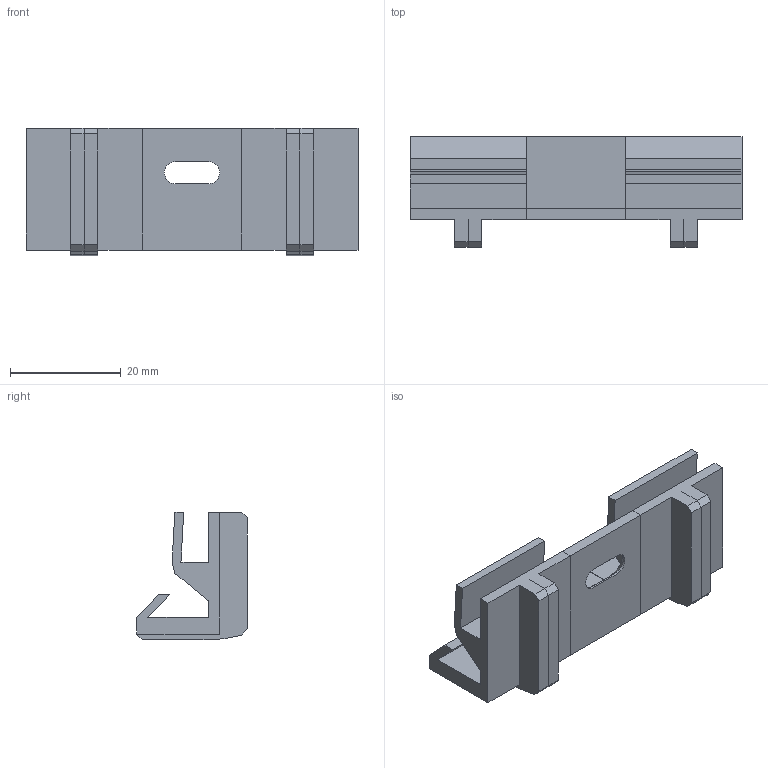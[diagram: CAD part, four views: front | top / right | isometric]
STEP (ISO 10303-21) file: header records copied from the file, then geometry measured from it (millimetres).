
FILE_DESCRIPTION(('Open CASCADE Model'),'2;1');
FILE_NAME('Open CASCADE Shape Model','2022-08-24T19:44:02',('Author'),( 'Open CASCADE'),'Open CASCADE STEP processor 7.5','Open CASCADE 7.5' ,'Unknown');
FILE_SCHEMA(('AUTOMOTIVE_DESIGN { 1 0 10303 214 1 1 1 1 }'));
Length unit declared in the file: millimetre
Products named in the file (9): CQ assembly; 194a0b12-23e5-11ed-beae-0242ac110002; 194a0b12-23e5-11ed-beae-0242ac110002_part; g2; g2_part; l2; l2_part; g3; g3_part
Assembly tree (8 placements, depth 4):
  CQ assembly
    194a0b12-23e5-11ed-beae-0242ac110002
      194a0b12-23e5-11ed-beae-0242ac110002_part
      g2
        g2_part
      l2
        l2_part
      g3
        g3_part
Bounding box: 60 x 20 x 23 mm (x, y, z)
Volume: 8261.7 mm3; surface area: 7844.7 mm2
Topology: 3 solids, 3 shells, 92 faces, 246 edges, 160 vertices
Faces by surface type: plane 88, cylinder 2, cone 2
Entity records: 6190 total; most frequent: CARTESIAN_POINT 1031, DIRECTION 938, LINE 722, VECTOR 722, ORIENTED_EDGE 496, PCURVE 496, DEFINITIONAL_REPRESENTATION 496, EDGE_CURVE 248
